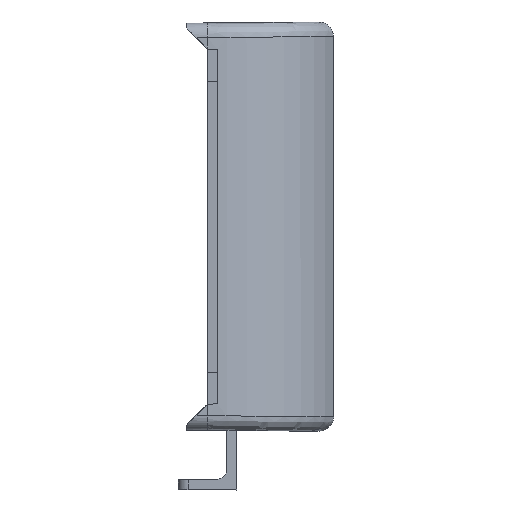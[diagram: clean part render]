
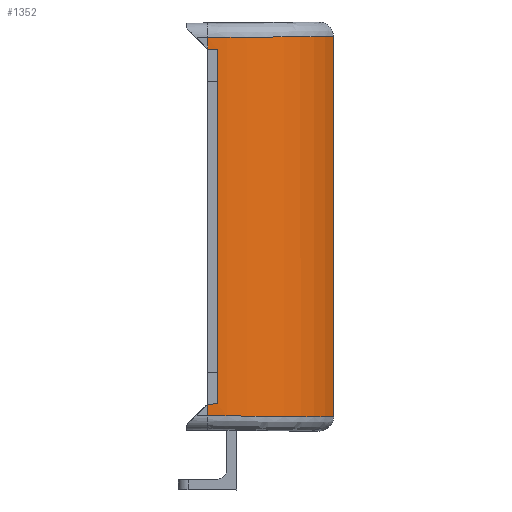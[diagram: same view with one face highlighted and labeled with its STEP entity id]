
A CAD part, front view. The second image highlights one B-rep face of the part: STEP entity #1352.
In plain terms, the highlighted cylindrical face has radius 13.889 mm (diameter 27.778 mm), a partial arc.
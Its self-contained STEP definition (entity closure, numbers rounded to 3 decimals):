
#37 = EDGE_CURVE ( 'NONE', #3437, #332, #523, .T. ) ;
#50 = ORIENTED_EDGE ( 'NONE', *, *, #1191, .F. ) ;
#66 = CARTESIAN_POINT ( 'NONE',  ( 10.895, -5.597, -19.585 ) ) ;
#94 = CARTESIAN_POINT ( 'NONE',  ( 0., -9., 21. ) ) ;
#189 = VERTEX_POINT ( 'NONE', #2456 ) ;
#233 = VECTOR ( 'NONE', #1703, 1000. ) ;
#253 = CARTESIAN_POINT ( 'NONE',  ( 5.979, -9., 19.546 ) ) ;
#332 = VERTEX_POINT ( 'NONE', #2324 ) ;
#523 = LINE ( 'NONE', #582, #233 ) ;
#525 = EDGE_CURVE ( 'NONE', #1648, #2163, #3752, .T. ) ;
#580 = CARTESIAN_POINT ( 'NONE',  ( 0., -9., -21. ) ) ;
#582 = CARTESIAN_POINT ( 'NONE',  ( 13., 0., 21. ) ) ;
#584 = CARTESIAN_POINT ( 'NONE',  ( 13., 0., -19.601 ) ) ;
#586 = ORIENTED_EDGE ( 'NONE', *, *, #37, .F. ) ;
#608 = VERTEX_POINT ( 'NONE', #1785 ) ;
#645 = EDGE_CURVE ( 'NONE', #1260, #1648, #1232, .T. ) ;
#715 = CARTESIAN_POINT ( 'NONE',  ( 0., -9., -18.3 ) ) ;
#759 = VECTOR ( 'NONE', #2748, 1000. ) ;
#790 = DIRECTION ( 'NONE',  ( 0., 0., -1. ) ) ;
#796 = CARTESIAN_POINT ( 'NONE',  ( 0.334, -9., 18.294 ) ) ;
#807 = CARTESIAN_POINT ( 'NONE',  ( 0., -9., 19.5 ) ) ;
#886 = EDGE_CURVE ( 'NONE', #189, #3392, #2666, .T. ) ;
#962 = CARTESIAN_POINT ( 'NONE',  ( 0., -9., -19.5 ) ) ;
#984 = ORIENTED_EDGE ( 'NONE', *, *, #886, .T. ) ;
#1055 = CARTESIAN_POINT ( 'NONE',  ( 0., -9., 18.3 ) ) ;
#1138 = CARTESIAN_POINT ( 'NONE',  ( 13., 0., 19.601 ) ) ;
#1146 = EDGE_CURVE ( 'NONE', #608, #189, #2988, .T. ) ;
#1191 = EDGE_CURVE ( 'NONE', #1260, #3392, #3615, .T. ) ;
#1232 =( BOUNDED_CURVE ( )  B_SPLINE_CURVE ( 3, ( #1454, #3485, #3507, #1702 ),
 .UNSPECIFIED., .F., .T. ) 
 B_SPLINE_CURVE_WITH_KNOTS ( ( 4, 4 ),
 ( 4.64, 4.712 ),
 .UNSPECIFIED. ) 
 CURVE ( )  GEOMETRIC_REPRESENTATION_ITEM ( )  RATIONAL_B_SPLINE_CURVE ( ( 1., 1., 1., 1. ) ) 
 REPRESENTATION_ITEM ( '' )  );
#1260 = VERTEX_POINT ( 'NONE', #2770 ) ;
#1331 = EDGE_CURVE ( 'NONE', #3437, #608, #2380, .T. ) ;
#1352 = ADVANCED_FACE ( 'NONE', ( #1888 ), #2261, .T. ) ;
#1355 = CARTESIAN_POINT ( 'NONE',  ( 1., -8.964, 18.283 ) ) ;
#1454 = CARTESIAN_POINT ( 'NONE',  ( 1., -8.964, -18.283 ) ) ;
#1480 = CARTESIAN_POINT ( 'NONE',  ( 1., -8.964, 18.283 ) ) ;
#1635 = CARTESIAN_POINT ( 'NONE',  ( 13., 0., 19.601 ) ) ;
#1648 = VERTEX_POINT ( 'NONE', #715 ) ;
#1702 = CARTESIAN_POINT ( 'NONE',  ( 0., -9., -18.3 ) ) ;
#1703 = DIRECTION ( 'NONE',  ( 0., 0., -1. ) ) ;
#1785 = CARTESIAN_POINT ( 'NONE',  ( 0., -9., 19.5 ) ) ;
#1888 = FACE_OUTER_BOUND ( 'NONE', #2458, .T. ) ;
#1920 = ORIENTED_EDGE ( 'NONE', *, *, #525, .T. ) ;
#1953 = ORIENTED_EDGE ( 'NONE', *, *, #3679, .T. ) ;
#1977 = CARTESIAN_POINT ( 'NONE',  ( 10.895, -5.597, 19.585 ) ) ;
#1997 = VECTOR ( 'NONE', #2549, 1000. ) ;
#2162 =( BOUNDED_CURVE ( )  B_SPLINE_CURVE ( 3, ( #962, #2670, #66, #584 ),
 .UNSPECIFIED., .F., .T. ) 
 B_SPLINE_CURVE_WITH_KNOTS ( ( 4, 4 ),
 ( 4.712, 5.923 ),
 .UNSPECIFIED. ) 
 CURVE ( )  GEOMETRIC_REPRESENTATION_ITEM ( )  RATIONAL_B_SPLINE_CURVE ( ( 1., 0.881, 0.881, 1. ) ) 
 REPRESENTATION_ITEM ( '' )  );
#2163 = VERTEX_POINT ( 'NONE', #2244 ) ;
#2201 = ORIENTED_EDGE ( 'NONE', *, *, #1331, .T. ) ;
#2244 = CARTESIAN_POINT ( 'NONE',  ( 0., -9., -19.5 ) ) ;
#2261 = CYLINDRICAL_SURFACE ( 'NONE', #2708, 13.889 ) ;
#2278 = DIRECTION ( 'NONE',  ( -1., 0., 0. ) ) ;
#2324 = CARTESIAN_POINT ( 'NONE',  ( 13., 0., -19.601 ) ) ;
#2331 = ORIENTED_EDGE ( 'NONE', *, *, #645, .T. ) ;
#2380 =( BOUNDED_CURVE ( )  B_SPLINE_CURVE ( 3, ( #1138, #1977, #253, #807 ),
 .UNSPECIFIED., .F., .T. ) 
 B_SPLINE_CURVE_WITH_KNOTS ( ( 4, 4 ),
 ( 3.501, 4.712 ),
 .UNSPECIFIED. ) 
 CURVE ( )  GEOMETRIC_REPRESENTATION_ITEM ( )  RATIONAL_B_SPLINE_CURVE ( ( 1., 0.881, 0.881, 1. ) ) 
 REPRESENTATION_ITEM ( '' )  );
#2418 = DIRECTION ( 'NONE',  ( 0., 0., -1. ) ) ;
#2456 = CARTESIAN_POINT ( 'NONE',  ( 0., -9., 18.3 ) ) ;
#2458 = EDGE_LOOP ( 'NONE', ( #3384, #984, #50, #2331, #1920, #1953, #586, #2201 ) ) ;
#2549 = DIRECTION ( 'NONE',  ( 0., 0., -1. ) ) ;
#2666 =( BOUNDED_CURVE ( )  B_SPLINE_CURVE ( 3, ( #1055, #796, #3373, #1355 ),
 .UNSPECIFIED., .F., .T. ) 
 B_SPLINE_CURVE_WITH_KNOTS ( ( 4, 4 ),
 ( 4.712, 4.784 ),
 .UNSPECIFIED. ) 
 CURVE ( )  GEOMETRIC_REPRESENTATION_ITEM ( )  RATIONAL_B_SPLINE_CURVE ( ( 1., 1., 1., 1. ) ) 
 REPRESENTATION_ITEM ( '' )  );
#2670 = CARTESIAN_POINT ( 'NONE',  ( 5.979, -9., -19.546 ) ) ;
#2708 = AXIS2_PLACEMENT_3D ( 'NONE', #2848, #790, #2278 ) ;
#2748 = DIRECTION ( 'NONE',  ( 0., 0., 1. ) ) ;
#2770 = CARTESIAN_POINT ( 'NONE',  ( 1., -8.964, -18.283 ) ) ;
#2848 = CARTESIAN_POINT ( 'NONE',  ( 0., 4.889, 21. ) ) ;
#2988 = LINE ( 'NONE', #94, #3502 ) ;
#3373 = CARTESIAN_POINT ( 'NONE',  ( 0.667, -8.988, 18.288 ) ) ;
#3384 = ORIENTED_EDGE ( 'NONE', *, *, #1146, .T. ) ;
#3392 = VERTEX_POINT ( 'NONE', #1480 ) ;
#3437 = VERTEX_POINT ( 'NONE', #1635 ) ;
#3485 = CARTESIAN_POINT ( 'NONE',  ( 0.667, -8.988, -18.288 ) ) ;
#3502 = VECTOR ( 'NONE', #2418, 1000. ) ;
#3507 = CARTESIAN_POINT ( 'NONE',  ( 0.334, -9., -18.294 ) ) ;
#3615 = LINE ( 'NONE', #3690, #759 ) ;
#3679 = EDGE_CURVE ( 'NONE', #2163, #332, #2162, .T. ) ;
#3690 = CARTESIAN_POINT ( 'NONE',  ( 1., -8.964, 21. ) ) ;
#3752 = LINE ( 'NONE', #580, #1997 ) ;
